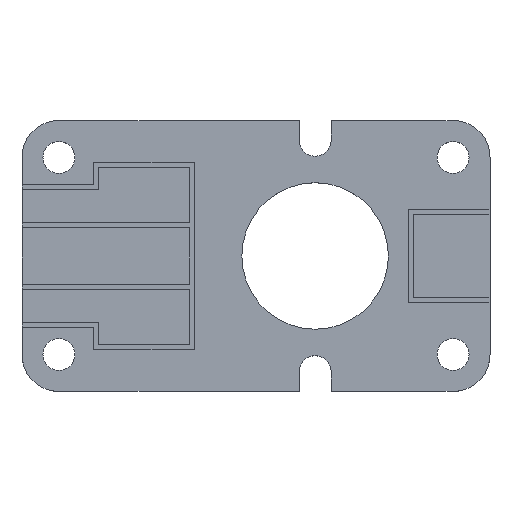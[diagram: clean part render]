
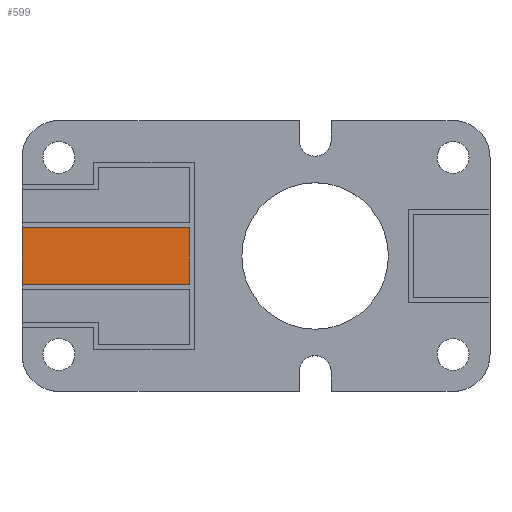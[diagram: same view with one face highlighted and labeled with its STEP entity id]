
A CAD part, top view. The second image highlights one B-rep face of the part: STEP entity #599.
In plain terms, the highlighted planar face has unit normal (0, 0, 1).
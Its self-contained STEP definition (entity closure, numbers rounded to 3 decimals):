
#3 = CARTESIAN_POINT ( 'NONE',  ( -5.1, 1.15, 0. ) ) ;
#26 = VECTOR ( 'NONE', #1083, 1000. ) ;
#87 = VERTEX_POINT ( 'NONE', #1726 ) ;
#139 = PLANE ( 'NONE',  #1044 ) ;
#161 = VERTEX_POINT ( 'NONE', #1424 ) ;
#181 = DIRECTION ( 'NONE',  ( 0., -1., 0. ) ) ;
#215 = CARTESIAN_POINT ( 'NONE',  ( -5.1, 0., 0. ) ) ;
#293 = EDGE_CURVE ( 'NONE', #803, #1635, #1923, .T. ) ;
#502 = DIRECTION ( 'NONE',  ( 0., -1., 0. ) ) ;
#525 = DIRECTION ( 'NONE',  ( -1., 0., 0. ) ) ;
#541 = LINE ( 'NONE', #613, #26 ) ;
#570 = EDGE_LOOP ( 'NONE', ( #1651, #1267, #1731, #1468 ) ) ;
#599 = ADVANCED_FACE ( 'NONE', ( #1646 ), #139, .T. ) ;
#613 = CARTESIAN_POINT ( 'NONE',  ( 0., 1.15, 0. ) ) ;
#653 = VECTOR ( 'NONE', #181, 1000. ) ;
#730 = VECTOR ( 'NONE', #502, 1000. ) ;
#803 = VERTEX_POINT ( 'NONE', #3 ) ;
#875 = EDGE_CURVE ( 'NONE', #161, #87, #1667, .T. ) ;
#998 = CARTESIAN_POINT ( 'NONE',  ( 0., -1.15, 0. ) ) ;
#1044 = AXIS2_PLACEMENT_3D ( 'NONE', #1886, #1547, #1566 ) ;
#1083 = DIRECTION ( 'NONE',  ( -1., 0., 0. ) ) ;
#1171 = EDGE_CURVE ( 'NONE', #803, #161, #541, .T. ) ;
#1267 = ORIENTED_EDGE ( 'NONE', *, *, #293, .F. ) ;
#1305 = LINE ( 'NONE', #998, #1502 ) ;
#1424 = CARTESIAN_POINT ( 'NONE',  ( -11.9, 1.15, 0. ) ) ;
#1462 = CARTESIAN_POINT ( 'NONE',  ( -11.9, 0., 0. ) ) ;
#1468 = ORIENTED_EDGE ( 'NONE', *, *, #875, .T. ) ;
#1502 = VECTOR ( 'NONE', #525, 1000. ) ;
#1547 = DIRECTION ( 'NONE',  ( 0., 0., 1. ) ) ;
#1566 = DIRECTION ( 'NONE',  ( 1., 0., 0. ) ) ;
#1635 = VERTEX_POINT ( 'NONE', #1654 ) ;
#1646 = FACE_OUTER_BOUND ( 'NONE', #570, .T. ) ;
#1651 = ORIENTED_EDGE ( 'NONE', *, *, #2038, .F. ) ;
#1654 = CARTESIAN_POINT ( 'NONE',  ( -5.1, -1.15, 0. ) ) ;
#1667 = LINE ( 'NONE', #1462, #730 ) ;
#1726 = CARTESIAN_POINT ( 'NONE',  ( -11.9, -1.15, 0. ) ) ;
#1731 = ORIENTED_EDGE ( 'NONE', *, *, #1171, .T. ) ;
#1886 = CARTESIAN_POINT ( 'NONE',  ( 0., 0., 0. ) ) ;
#1923 = LINE ( 'NONE', #215, #653 ) ;
#2038 = EDGE_CURVE ( 'NONE', #1635, #87, #1305, .T. ) ;
